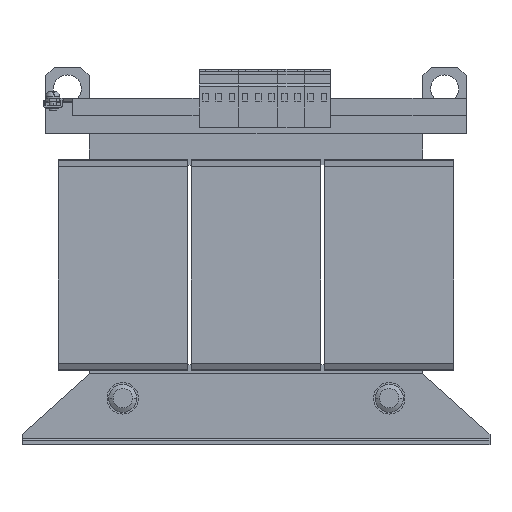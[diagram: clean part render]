
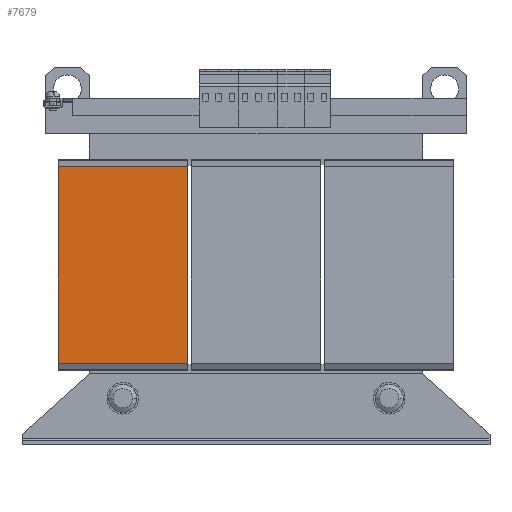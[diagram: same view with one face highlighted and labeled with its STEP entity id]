
A CAD part, top view. The second image highlights one B-rep face of the part: STEP entity #7679.
In plain terms, the highlighted planar face has unit normal (0, 0, 1).
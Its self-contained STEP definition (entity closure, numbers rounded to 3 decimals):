
#872 = VERTEX_POINT ( 'NONE', #3054 ) ;
#1262 = CARTESIAN_POINT ( 'NONE',  ( -39.1, 56., 40.1 ) ) ;
#1598 = LINE ( 'NONE', #5102, #13388 ) ;
#1646 = LINE ( 'NONE', #6131, #12159 ) ;
#2484 = VECTOR ( 'NONE', #7692, 1000. ) ;
#3054 = CARTESIAN_POINT ( 'NONE',  ( -112.9, 56., 40.1 ) ) ;
#4377 = EDGE_CURVE ( 'NONE', #14107, #872, #1598, .T. ) ;
#4932 = CARTESIAN_POINT ( 'NONE',  ( -39.1, -56., 40.1 ) ) ;
#5102 = CARTESIAN_POINT ( 'NONE',  ( -39.1, 56., 40.1 ) ) ;
#5234 = CARTESIAN_POINT ( 'NONE',  ( -112.9, 56., 40.1 ) ) ;
#5532 = EDGE_CURVE ( 'NONE', #872, #17530, #16360, .T. ) ;
#6131 = CARTESIAN_POINT ( 'NONE',  ( -39.1, 56., 40.1 ) ) ;
#6321 = CARTESIAN_POINT ( 'NONE',  ( -112.9, -56., 40.1 ) ) ;
#7422 = LINE ( 'NONE', #4932, #2484 ) ;
#7679 = ADVANCED_FACE ( 'NONE', ( #12880 ), #9483, .F. ) ;
#7692 = DIRECTION ( 'NONE',  ( -1., 0., 0. ) ) ;
#8200 = VECTOR ( 'NONE', #16326, 1000. ) ;
#8344 = VERTEX_POINT ( 'NONE', #17726 ) ;
#8656 = EDGE_CURVE ( 'NONE', #8344, #17530, #7422, .T. ) ;
#8667 = ORIENTED_EDGE ( 'NONE', *, *, #5532, .T. ) ;
#9184 = DIRECTION ( 'NONE',  ( -1., 0., 0. ) ) ;
#9483 = PLANE ( 'NONE',  #12487 ) ;
#9658 = DIRECTION ( 'NONE',  ( -1., 0., 0. ) ) ;
#10076 = ORIENTED_EDGE ( 'NONE', *, *, #8656, .F. ) ;
#10142 = DIRECTION ( 'NONE',  ( 0., -1., 0. ) ) ;
#10436 = DIRECTION ( 'NONE',  ( 0., 0., -1. ) ) ;
#11665 = ORIENTED_EDGE ( 'NONE', *, *, #15147, .F. ) ;
#11965 = ORIENTED_EDGE ( 'NONE', *, *, #4377, .T. ) ;
#12159 = VECTOR ( 'NONE', #10142, 1000. ) ;
#12487 = AXIS2_PLACEMENT_3D ( 'NONE', #1262, #10436, #9184 ) ;
#12880 = FACE_OUTER_BOUND ( 'NONE', #15443, .T. ) ;
#13388 = VECTOR ( 'NONE', #9658, 1000. ) ;
#13403 = CARTESIAN_POINT ( 'NONE',  ( -39.1, 56., 40.1 ) ) ;
#14107 = VERTEX_POINT ( 'NONE', #13403 ) ;
#15147 = EDGE_CURVE ( 'NONE', #14107, #8344, #1646, .T. ) ;
#15443 = EDGE_LOOP ( 'NONE', ( #8667, #10076, #11665, #11965 ) ) ;
#16326 = DIRECTION ( 'NONE',  ( 0., -1., 0. ) ) ;
#16360 = LINE ( 'NONE', #5234, #8200 ) ;
#17530 = VERTEX_POINT ( 'NONE', #6321 ) ;
#17726 = CARTESIAN_POINT ( 'NONE',  ( -39.1, -56., 40.1 ) ) ;
